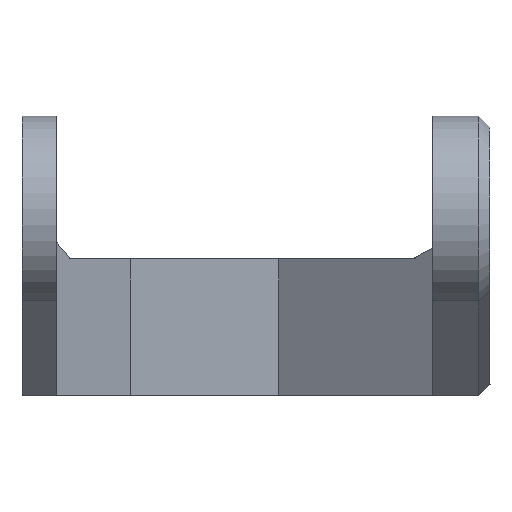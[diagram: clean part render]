
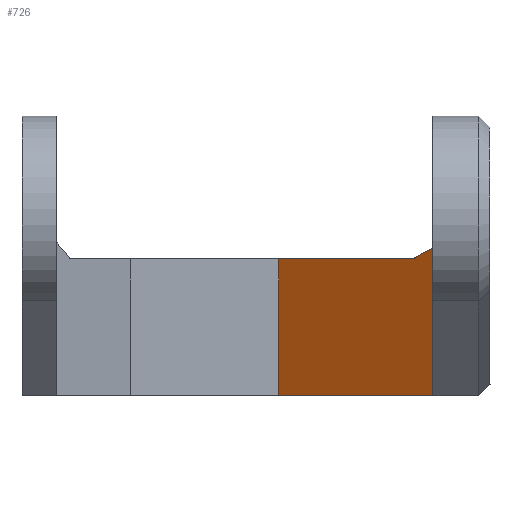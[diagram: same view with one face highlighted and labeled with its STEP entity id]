
A CAD part, left-side view. The second image highlights one B-rep face of the part: STEP entity #726.
In plain terms, the highlighted planar face has unit normal (-0.826, 0.564, 0).
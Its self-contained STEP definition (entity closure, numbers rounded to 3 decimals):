
#38=PLANE('',#796);
#69=FACE_OUTER_BOUND('',#109,.T.);
#109=EDGE_LOOP('',(#604,#605,#606,#607,#608));
#156=LINE('',#1113,#231);
#173=LINE('',#1145,#248);
#180=LINE('',#1171,#255);
#187=LINE('',#1184,#262);
#188=LINE('',#1191,#263);
#231=VECTOR('',#894,1.);
#248=VECTOR('',#913,1.);
#255=VECTOR('',#942,1.);
#262=VECTOR('',#955,10.);
#263=VECTOR('',#964,1.);
#338=VERTEX_POINT('',#1110);
#339=VERTEX_POINT('',#1112);
#347=VERTEX_POINT('',#1131);
#353=VERTEX_POINT('',#1143);
#361=VERTEX_POINT('',#1170);
#417=EDGE_CURVE('',#339,#338,#156,.T.);
#434=EDGE_CURVE('',#353,#347,#173,.T.);
#447=EDGE_CURVE('',#347,#361,#180,.T.);
#454=EDGE_CURVE('',#338,#361,#187,.T.);
#458=EDGE_CURVE('',#339,#353,#188,.T.);
#604=ORIENTED_EDGE('',*,*,#417,.T.);
#605=ORIENTED_EDGE('',*,*,#454,.T.);
#606=ORIENTED_EDGE('',*,*,#447,.F.);
#607=ORIENTED_EDGE('',*,*,#434,.F.);
#608=ORIENTED_EDGE('',*,*,#458,.F.);
#726=ADVANCED_FACE('',(#69),#38,.T.);
#796=AXIS2_PLACEMENT_3D('',#1190,#962,#963);
#894=DIRECTION('',(-0.564,-0.826,0.));
#913=DIRECTION('',(-0.564,-0.826,0.));
#942=DIRECTION('',(-0.517,-0.756,0.402));
#955=DIRECTION('',(0.,0.,1.));
#962=DIRECTION('center_axis',(-0.826,0.564,0.));
#963=DIRECTION('ref_axis',(0.564,0.826,0.));
#964=DIRECTION('',(0.,0.,1.));
#1110=CARTESIAN_POINT('',(64.775,-46.,-9.));
#1112=CARTESIAN_POINT('',(74.,-32.5,-9.));
#1113=CARTESIAN_POINT('',(61.737,-50.447,-9.));
#1131=CARTESIAN_POINT('',(66.,-44.208,3.));
#1143=CARTESIAN_POINT('',(74.,-32.5,3.));
#1145=CARTESIAN_POINT('',(62.532,-49.282,3.));
#1170=CARTESIAN_POINT('',(64.775,-46.,3.952));
#1171=CARTESIAN_POINT('',(62.526,-49.292,5.7));
#1184=CARTESIAN_POINT('',(64.775,-46.,-20.));
#1190=CARTESIAN_POINT('Origin',(64.092,-47.,-20.));
#1191=CARTESIAN_POINT('',(74.,-32.5,-20.));
